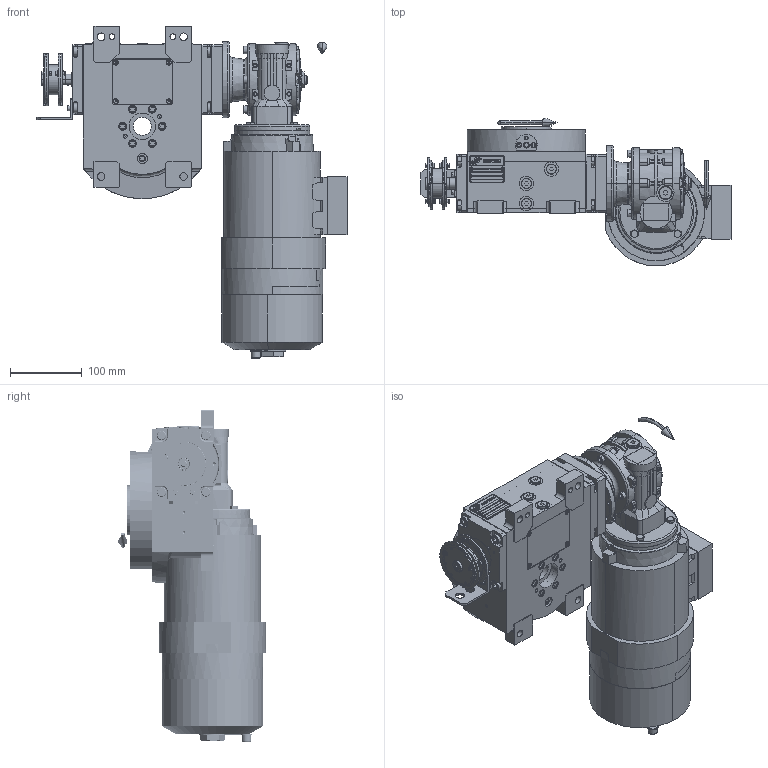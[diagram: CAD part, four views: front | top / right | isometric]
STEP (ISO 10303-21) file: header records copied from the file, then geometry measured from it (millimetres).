
FILE_DESCRIPTION (( 'STEP AP203' ), '1' );
FILE_NAME ('PC5201946.step', '2026-03-18T15:08:14', ( '' ), ( '' ), 'SwSTEP 2.0', 'SolidWorks 2020', '' );
FILE_SCHEMA (( 'CONFIG_CONTROL_DESIGN' ));
Length unit declared in the file: millimetre
Products named in the file (92): AS_rig04_014_s_001; cfn2151_01_087; rig04_004_s_001; AS_rig04_071_8_m; cfn2000_01_129; cfn2000_01_147; CFN2203_02_001.stp; cfn2104_01_016; 900_00_00_005; RIG04_005_ASM.stp; 900_38_30_003; CFN2010_01_006.stp; AS_900_38_30_003; rig04_007_master; cfn2476_01_001_48x38; cfn2276_01_065; rig04_002_bl_004; PC5201946; cfn2003_01_063; AS_rig04_004; cfn2151_01_092; rig04_001_a_001; cfn2128_05_006; RIG06_021_AF0.stp; AS_rig04_004_s_002; cfn2107_01_001; cfn2128_04_011; AS_rig04_002_bl_004; cfn2155_01_186; cfn2000_01_151; cfn2151_01_162; freccia_angolare; RMI40_F1_LCB_SX_71B14; cfn2155_01_038; BA71B14; rig04_004_s_002; RIG04_005_AF0.stp; AS_rig04_004_s_001; rig04_071_8_m.stp; rig04_004 ...
Assembly tree (86 placements, depth 5):
  cfn2151_01_087
  CFN2203_02_001.stp
  CFN2010_01_006.stp
  rig04_007_master
  cfn2276_01_065
Bounding box: 432.5 x 206 x 463.18 mm (x, y, z)
Volume: 6732351.5 mm3; surface area: 826580.2 mm2
Topology: 87 solids, 87 shells, 4040 faces, 10046 edges, 6429 vertices
Faces by surface type: plane 1890, cylinder 1365, cone 612, torus 149, bspline 18, sphere 6
Entity records: 136445 total; most frequent: CARTESIAN_POINT 32206, DIRECTION 20168, ORIENTED_EDGE 19366, EDGE_CURVE 9683, AXIS2_PLACEMENT_3D 7398, VERTEX_POINT 6248, LINE 5372, VECTOR 5372
